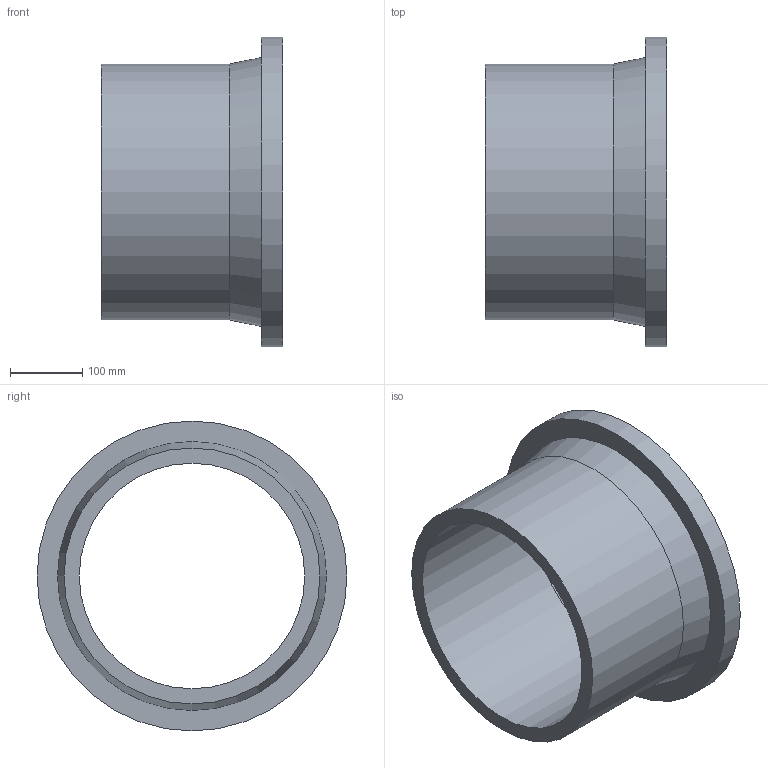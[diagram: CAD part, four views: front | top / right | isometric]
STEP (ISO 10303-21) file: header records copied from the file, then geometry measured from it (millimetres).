
FILE_DESCRIPTION(/* description */ ('PE100 Stub Flange with long spigot for Butterfly Valves, Ø355, SDR17 PN10'),/* implementation_level */ '2;1');
FILE_NAME(/* name */ 'QELFK17-RC-335',/* author */ ('COAB Solutions'),/* organization */ ('GPA Flowsystem'),/* preprocessor_version */ 'ST-DEVELOPER v18.1',/* originating_system */ 'www.coabsolutions.com',/* authorisation */ '');
FILE_SCHEMA (('AUTOMOTIVE_DESIGN { 1 0 10303 214 3 1 1 }'));
Length unit declared in the file: millimetre
Products named in the file (1): QELFK17-RC-355
Bounding box: 252 x 430 x 430 mm (x, y, z)
Volume: 6969314 mm3; surface area: 655255.8 mm2
Topology: 1 solids, 1 shells, 8 faces, 13 edges, 8 vertices
Faces by surface type: cylinder 3, plane 3, cone 2
Full cylindrical faces by diameter (mm): 312.8 x1, 355 x1, 430 x1
Entity records: 234 total; most frequent: DIRECTION 39, CARTESIAN_POINT 30, ORIENTED_EDGE 26, AXIS2_PLACEMENT_3D 17, EDGE_CURVE 13, EDGE_LOOP 11, FACE_OUTER_BOUND 8, CIRCLE 8
